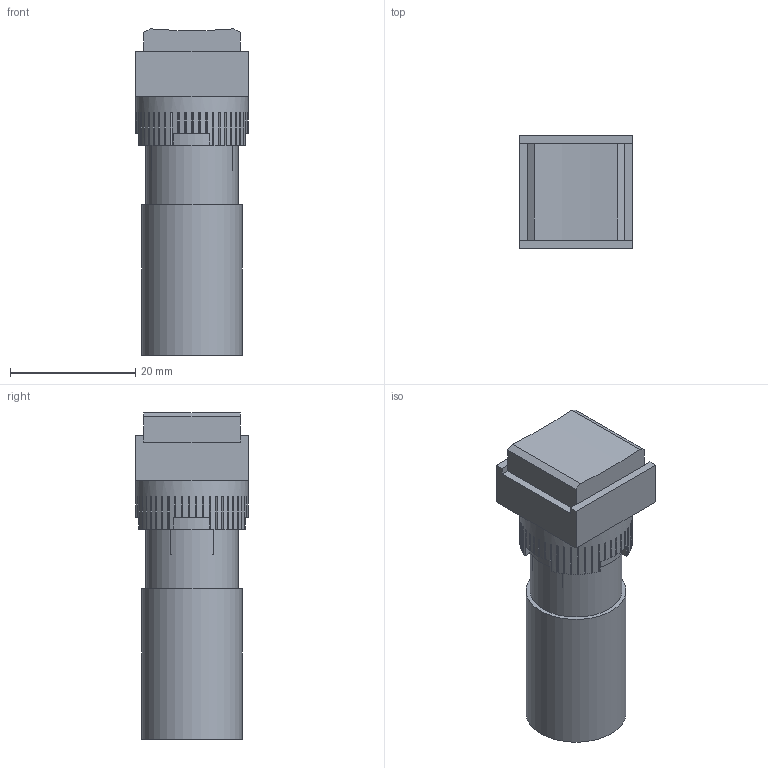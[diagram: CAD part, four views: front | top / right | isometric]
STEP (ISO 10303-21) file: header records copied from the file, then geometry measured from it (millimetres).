
FILE_DESCRIPTION((' '),'2;1');
FILE_NAME('P16xxS11xxxxxxx.stp','2017-07-21T13:13:17',(' '),(' '),' ','ACIS',' ');
FILE_SCHEMA(('CONFIG_CONTROL_DESIGN'));
Length unit declared in the file: inch
Products named in the file (1): P16xxS11xxxxxxx.stp
Bounding box: 18 x 18 x 52.12 mm (x, y, z)
Volume: 7240.5 mm3; surface area: 9338.6 mm2
Topology: 1 solids, 5 shells, 452 faces, 1285 edges, 847 vertices
Faces by surface type: plane 409, cylinder 42, cone 1
Full cylindrical faces by diameter (mm): 3.1 x2, 8.4 x1, 14.7 x3, 16 x1, 18 x1
Entity records: 14668 total; most frequent: CARTESIAN_POINT 2605, ORIENTED_EDGE 2546, DIRECTION 2391, EDGE_CURVE 1273, VECTOR 1055, LINE 1055, VERTEX_POINT 843, AXIS2_PLACEMENT_3D 668
